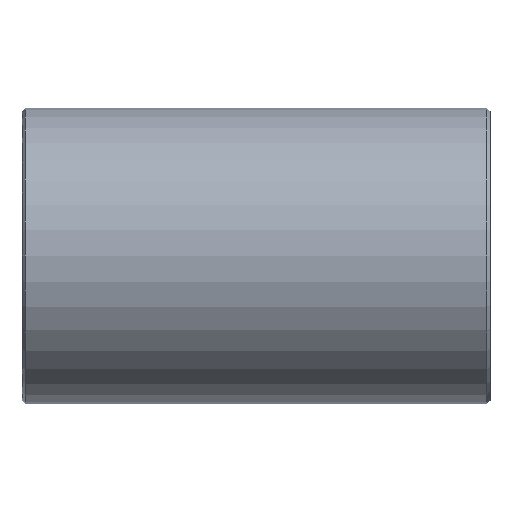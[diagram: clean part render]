
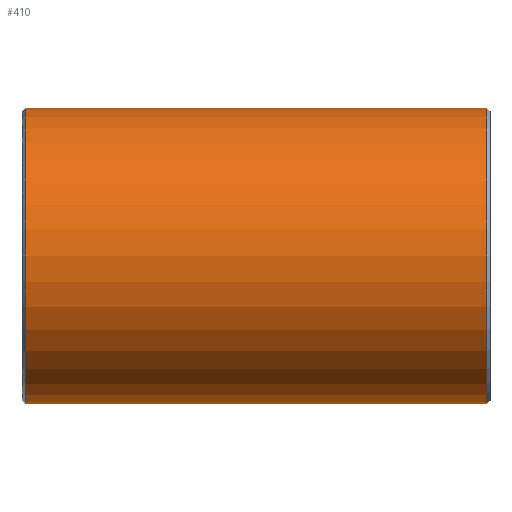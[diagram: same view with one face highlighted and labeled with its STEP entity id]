
A CAD part, front view. The second image highlights one B-rep face of the part: STEP entity #410.
In plain terms, the highlighted cylindrical face has radius 136.525 mm (diameter 273.05 mm), a partial arc.
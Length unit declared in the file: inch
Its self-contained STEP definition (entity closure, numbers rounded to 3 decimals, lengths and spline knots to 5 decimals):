
#39 = EDGE_CURVE ( 'NONE', #388, #575, #588, .T. ) ;
#52 = CARTESIAN_POINT ( 'NONE',  ( 8.37833, 0., 0. ) ) ;
#61 = CARTESIAN_POINT ( 'NONE',  ( 8.5, 0., 0. ) ) ;
#90 = DIRECTION ( 'NONE',  ( -1., 0., 0. ) ) ;
#110 = DIRECTION ( 'NONE',  ( 1., 0., 0. ) ) ;
#138 = CARTESIAN_POINT ( 'NONE',  ( 8.37833, 0., 5.375 ) ) ;
#167 = CARTESIAN_POINT ( 'NONE',  ( -8.37833, 0., 5.375 ) ) ;
#183 = FACE_OUTER_BOUND ( 'NONE', #603, .T. ) ;
#237 = EDGE_CURVE ( 'NONE', #384, #751, #736, .T. ) ;
#286 = CARTESIAN_POINT ( 'NONE',  ( -8.37833, 0., 0. ) ) ;
#303 = AXIS2_PLACEMENT_3D ( 'NONE', #61, #437, #310 ) ;
#310 = DIRECTION ( 'NONE',  ( 0., 0., 1. ) ) ;
#312 = AXIS2_PLACEMENT_3D ( 'NONE', #52, #561, #808 ) ;
#324 = ORIENTED_EDGE ( 'NONE', *, *, #237, .F. ) ;
#343 = ORIENTED_EDGE ( 'NONE', *, *, #39, .T. ) ;
#384 = VERTEX_POINT ( 'NONE', #631 ) ;
#385 = AXIS2_PLACEMENT_3D ( 'NONE', #286, #110, #615 ) ;
#388 = VERTEX_POINT ( 'NONE', #138 ) ;
#410 = ADVANCED_FACE ( 'NONE', ( #183 ), #453, .T. ) ;
#437 = DIRECTION ( 'NONE',  ( -1., 0., 0. ) ) ;
#453 = CYLINDRICAL_SURFACE ( 'NONE', #303, 5.375 ) ;
#509 = EDGE_CURVE ( 'NONE', #384, #388, #797, .T. ) ;
#517 = VECTOR ( 'NONE', #90, 39.37008 ) ;
#539 = VECTOR ( 'NONE', #747, 39.37008 ) ;
#557 = CARTESIAN_POINT ( 'NONE',  ( 8.5, 0., -5.375 ) ) ;
#561 = DIRECTION ( 'NONE',  ( -1., 0., 0. ) ) ;
#575 = VERTEX_POINT ( 'NONE', #167 ) ;
#588 = LINE ( 'NONE', #655, #517 ) ;
#601 = EDGE_CURVE ( 'NONE', #575, #751, #773, .T. ) ;
#603 = EDGE_LOOP ( 'NONE', ( #324, #632, #343, #763 ) ) ;
#615 = DIRECTION ( 'NONE',  ( 0., 0., 1. ) ) ;
#631 = CARTESIAN_POINT ( 'NONE',  ( 8.37833, 0., -5.375 ) ) ;
#632 = ORIENTED_EDGE ( 'NONE', *, *, #509, .T. ) ;
#655 = CARTESIAN_POINT ( 'NONE',  ( 8.5, 0., 5.375 ) ) ;
#736 = LINE ( 'NONE', #557, #539 ) ;
#747 = DIRECTION ( 'NONE',  ( -1., 0., 0. ) ) ;
#751 = VERTEX_POINT ( 'NONE', #799 ) ;
#763 = ORIENTED_EDGE ( 'NONE', *, *, #601, .T. ) ;
#773 = CIRCLE ( 'NONE', #385, 5.375 ) ;
#797 = CIRCLE ( 'NONE', #312, 5.375 ) ;
#799 = CARTESIAN_POINT ( 'NONE',  ( -8.37833, 0., -5.375 ) ) ;
#808 = DIRECTION ( 'NONE',  ( 0., 0., -1. ) ) ;
